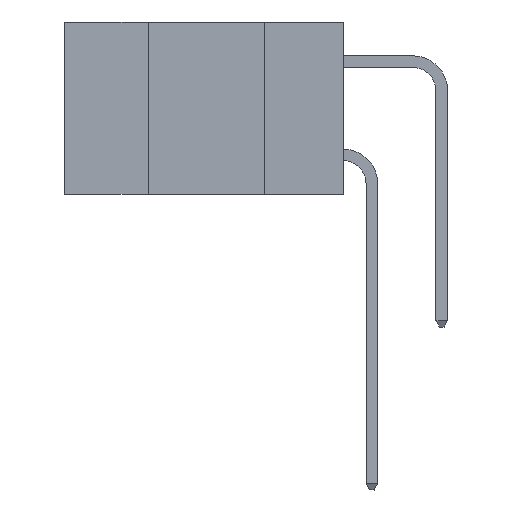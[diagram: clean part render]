
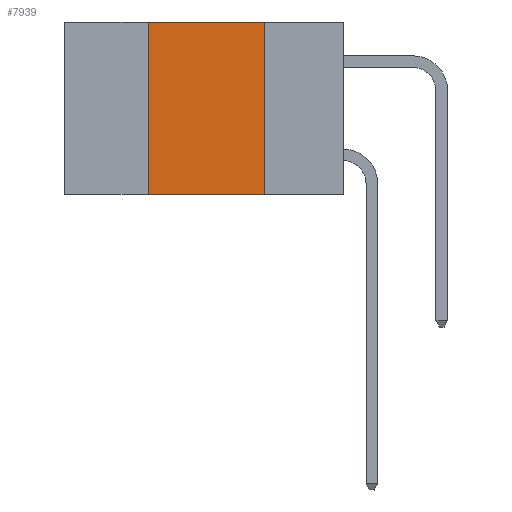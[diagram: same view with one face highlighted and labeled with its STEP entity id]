
A CAD part, left-side view. The second image highlights one B-rep face of the part: STEP entity #7939.
In plain terms, the highlighted planar face has unit normal (-1, 0, 0).
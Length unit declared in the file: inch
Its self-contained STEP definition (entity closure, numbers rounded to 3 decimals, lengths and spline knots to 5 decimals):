
#252 = EDGE_LOOP ( 'NONE', ( #3460, #11780, #8738, #15290 ) ) ;
#948 = VECTOR ( 'NONE', #6164, 39.37008 ) ;
#1182 = DIRECTION ( 'NONE',  ( 1., 0., 0. ) ) ;
#1193 = CARTESIAN_POINT ( 'NONE',  ( 0., 0.6, 0. ) ) ;
#1366 = VERTEX_POINT ( 'NONE', #2101 ) ;
#1520 = LINE ( 'NONE', #11443, #16952 ) ;
#2101 = CARTESIAN_POINT ( 'NONE',  ( 0., 0.17, 0. ) ) ;
#2226 = EDGE_CURVE ( 'NONE', #1366, #14520, #2703, .T. ) ;
#2346 = DIRECTION ( 'NONE',  ( 0., -1., 0. ) ) ;
#2703 = LINE ( 'NONE', #10136, #6376 ) ;
#3460 = ORIENTED_EDGE ( 'NONE', *, *, #2226, .F. ) ;
#3674 = VERTEX_POINT ( 'NONE', #12216 ) ;
#3707 = CARTESIAN_POINT ( 'NONE',  ( 0., 0.42, 0. ) ) ;
#4590 = EDGE_CURVE ( 'NONE', #14368, #3674, #4639, .T. ) ;
#4639 = LINE ( 'NONE', #3707, #948 ) ;
#5157 = FACE_OUTER_BOUND ( 'NONE', #252, .T. ) ;
#5546 = CARTESIAN_POINT ( 'NONE',  ( 0., 0.17, -0.37 ) ) ;
#6164 = DIRECTION ( 'NONE',  ( 0., 0., 1. ) ) ;
#6376 = VECTOR ( 'NONE', #7527, 39.37008 ) ;
#7450 = AXIS2_PLACEMENT_3D ( 'NONE', #16953, #1182, #9052 ) ;
#7527 = DIRECTION ( 'NONE',  ( 0., 0., -1. ) ) ;
#7655 = CARTESIAN_POINT ( 'NONE',  ( 0., 0.42, -0.37 ) ) ;
#7939 = ADVANCED_FACE ( 'NONE', ( #5157 ), #13018, .F. ) ;
#8738 = ORIENTED_EDGE ( 'NONE', *, *, #4590, .F. ) ;
#9052 = DIRECTION ( 'NONE',  ( 0., 0., -1. ) ) ;
#9406 = VECTOR ( 'NONE', #15714, 39.37008 ) ;
#10136 = CARTESIAN_POINT ( 'NONE',  ( 0., 0.17, 0. ) ) ;
#11325 = EDGE_CURVE ( 'NONE', #3674, #1366, #12752, .T. ) ;
#11443 = CARTESIAN_POINT ( 'NONE',  ( 0., 0.6, -0.37 ) ) ;
#11780 = ORIENTED_EDGE ( 'NONE', *, *, #11325, .F. ) ;
#12216 = CARTESIAN_POINT ( 'NONE',  ( 0., 0.42, 0. ) ) ;
#12752 = LINE ( 'NONE', #1193, #9406 ) ;
#13018 = PLANE ( 'NONE',  #7450 ) ;
#13101 = EDGE_CURVE ( 'NONE', #14368, #14520, #1520, .T. ) ;
#14368 = VERTEX_POINT ( 'NONE', #7655 ) ;
#14520 = VERTEX_POINT ( 'NONE', #5546 ) ;
#15290 = ORIENTED_EDGE ( 'NONE', *, *, #13101, .T. ) ;
#15714 = DIRECTION ( 'NONE',  ( 0., -1., 0. ) ) ;
#16952 = VECTOR ( 'NONE', #2346, 39.37008 ) ;
#16953 = CARTESIAN_POINT ( 'NONE',  ( 0., 0.6, 0. ) ) ;
